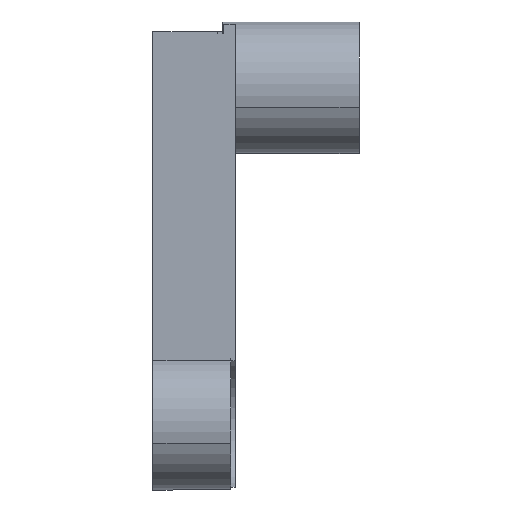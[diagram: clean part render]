
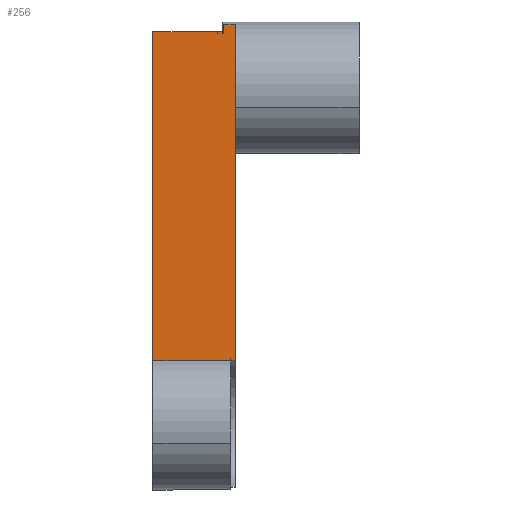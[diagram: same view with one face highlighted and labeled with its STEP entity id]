
A CAD part, left-side view. The second image highlights one B-rep face of the part: STEP entity #256.
In plain terms, the highlighted planar face has unit normal (-0.291, 0, 0.957).
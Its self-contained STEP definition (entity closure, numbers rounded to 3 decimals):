
#7 = DIRECTION ( 'NONE',  ( 0., -1., 0. ) ) ;
#11 = EDGE_CURVE ( 'NONE', #308, #389, #235, .T. ) ;
#30 = VERTEX_POINT ( 'NONE', #568 ) ;
#31 = EDGE_CURVE ( 'NONE', #147, #598, #35, .T. ) ;
#35 = LINE ( 'NONE', #920, #443 ) ;
#49 = ORIENTED_EDGE ( 'NONE', *, *, #843, .F. ) ;
#54 = ORIENTED_EDGE ( 'NONE', *, *, #231, .F. ) ;
#81 = CARTESIAN_POINT ( 'NONE',  ( -3.246, 56.889, 38.639 ) ) ;
#82 = CARTESIAN_POINT ( 'NONE',  ( -27.164, 56.674, 31.362 ) ) ;
#103 = ORIENTED_EDGE ( 'NONE', *, *, #677, .F. ) ;
#104 = DIRECTION ( 'NONE',  ( 0.957, 0., 0.291 ) ) ;
#113 = CARTESIAN_POINT ( 'NONE',  ( -3.246, 56.674, 38.639 ) ) ;
#115 = VERTEX_POINT ( 'NONE', #926 ) ;
#120 = CARTESIAN_POINT ( 'NONE',  ( 63.723, 56.674, 59.013 ) ) ;
#137 = VECTOR ( 'NONE', #104, 1000. ) ;
#147 = VERTEX_POINT ( 'NONE', #508 ) ;
#148 = LINE ( 'NONE', #81, #621 ) ;
#151 = EDGE_CURVE ( 'NONE', #308, #409, #295, .T. ) ;
#155 = DIRECTION ( 'NONE',  ( 0., -1., 0. ) ) ;
#158 = CARTESIAN_POINT ( 'NONE',  ( -27.164, 52.77, 31.362 ) ) ;
#215 = CARTESIAN_POINT ( 'NONE',  ( -3.246, 56.674, 38.639 ) ) ;
#231 = EDGE_CURVE ( 'NONE', #598, #30, #655, .T. ) ;
#235 = LINE ( 'NONE', #158, #733 ) ;
#241 = CARTESIAN_POINT ( 'NONE',  ( 62.322, 52.45, 58.587 ) ) ;
#248 = VECTOR ( 'NONE', #713, 1000. ) ;
#249 = VERTEX_POINT ( 'NONE', #660 ) ;
#252 = CARTESIAN_POINT ( 'NONE',  ( 62.322, 52.77, 58.587 ) ) ;
#256 = ADVANCED_FACE ( 'NONE', ( #388 ), #805, .F. ) ;
#258 = ORIENTED_EDGE ( 'NONE', *, *, #151, .F. ) ;
#267 = LINE ( 'NONE', #554, #248 ) ;
#291 = ORIENTED_EDGE ( 'NONE', *, *, #829, .F. ) ;
#293 = AXIS2_PLACEMENT_3D ( 'NONE', #82, #446, #796 ) ;
#295 = LINE ( 'NONE', #801, #666 ) ;
#308 = VERTEX_POINT ( 'NONE', #252 ) ;
#325 = ORIENTED_EDGE ( 'NONE', *, *, #765, .F. ) ;
#328 = VECTOR ( 'NONE', #518, 1000. ) ;
#330 = VECTOR ( 'NONE', #752, 1000. ) ;
#341 = LINE ( 'NONE', #113, #484 ) ;
#346 = DIRECTION ( 'NONE',  ( 0., -1., 0. ) ) ;
#369 = VERTEX_POINT ( 'NONE', #828 ) ;
#385 = LINE ( 'NONE', #546, #330 ) ;
#388 = FACE_OUTER_BOUND ( 'NONE', #545, .T. ) ;
#389 = VERTEX_POINT ( 'NONE', #886 ) ;
#403 = ORIENTED_EDGE ( 'NONE', *, *, #11, .T. ) ;
#409 = VERTEX_POINT ( 'NONE', #241 ) ;
#413 = VERTEX_POINT ( 'NONE', #754 ) ;
#436 = CARTESIAN_POINT ( 'NONE',  ( -27.164, 52.384, 31.362 ) ) ;
#443 = VECTOR ( 'NONE', #928, 1000. ) ;
#446 = DIRECTION ( 'NONE',  ( 0.291, 0., -0.957 ) ) ;
#469 = LINE ( 'NONE', #614, #863 ) ;
#473 = VECTOR ( 'NONE', #630, 1000. ) ;
#480 = ORIENTED_EDGE ( 'NONE', *, *, #711, .T. ) ;
#484 = VECTOR ( 'NONE', #346, 1000. ) ;
#508 = CARTESIAN_POINT ( 'NONE',  ( 62.355, 52.45, 58.597 ) ) ;
#518 = DIRECTION ( 'NONE',  ( 0.957, 0., 0.291 ) ) ;
#530 = LINE ( 'NONE', #827, #137 ) ;
#545 = EDGE_LOOP ( 'NONE', ( #325, #258, #403, #49, #103, #673, #840, #480, #291, #54, #893 ) ) ;
#546 = CARTESIAN_POINT ( 'NONE',  ( -27.164, 52.45, 31.362 ) ) ;
#554 = CARTESIAN_POINT ( 'NONE',  ( 62.355, 57.454, 58.597 ) ) ;
#568 = CARTESIAN_POINT ( 'NONE',  ( 63.723, 52.384, 59.013 ) ) ;
#595 = VERTEX_POINT ( 'NONE', #215 ) ;
#598 = VERTEX_POINT ( 'NONE', #866 ) ;
#614 = CARTESIAN_POINT ( 'NONE',  ( -27.164, 51.674, 31.362 ) ) ;
#621 = VECTOR ( 'NONE', #155, 1000. ) ;
#623 = LINE ( 'NONE', #120, #473 ) ;
#630 = DIRECTION ( 'NONE',  ( 0., -1., 0. ) ) ;
#655 = LINE ( 'NONE', #436, #328 ) ;
#660 = CARTESIAN_POINT ( 'NONE',  ( -3.246, 51.965, 38.639 ) ) ;
#663 = EDGE_CURVE ( 'NONE', #249, #369, #148, .T. ) ;
#666 = VECTOR ( 'NONE', #7, 1000. ) ;
#673 = ORIENTED_EDGE ( 'NONE', *, *, #870, .T. ) ;
#677 = EDGE_CURVE ( 'NONE', #595, #413, #530, .T. ) ;
#711 = EDGE_CURVE ( 'NONE', #369, #115, #469, .T. ) ;
#713 = DIRECTION ( 'NONE',  ( 0., -1., 0. ) ) ;
#733 = VECTOR ( 'NONE', #760, 1000. ) ;
#740 = DIRECTION ( 'NONE',  ( 0.957, 0., 0.291 ) ) ;
#752 = DIRECTION ( 'NONE',  ( 0.957, 0., 0.291 ) ) ;
#754 = CARTESIAN_POINT ( 'NONE',  ( 62.355, 56.674, 58.597 ) ) ;
#760 = DIRECTION ( 'NONE',  ( 0.957, 0., 0.291 ) ) ;
#765 = EDGE_CURVE ( 'NONE', #409, #147, #385, .T. ) ;
#796 = DIRECTION ( 'NONE',  ( -0.957, 0., -0.291 ) ) ;
#801 = CARTESIAN_POINT ( 'NONE',  ( 62.322, 57.454, 58.587 ) ) ;
#805 = PLANE ( 'NONE',  #293 ) ;
#827 = CARTESIAN_POINT ( 'NONE',  ( -27.164, 56.674, 31.362 ) ) ;
#828 = CARTESIAN_POINT ( 'NONE',  ( -3.246, 51.674, 38.639 ) ) ;
#829 = EDGE_CURVE ( 'NONE', #30, #115, #623, .T. ) ;
#840 = ORIENTED_EDGE ( 'NONE', *, *, #663, .T. ) ;
#843 = EDGE_CURVE ( 'NONE', #413, #389, #267, .T. ) ;
#863 = VECTOR ( 'NONE', #740, 1000. ) ;
#866 = CARTESIAN_POINT ( 'NONE',  ( 62.355, 52.384, 58.597 ) ) ;
#870 = EDGE_CURVE ( 'NONE', #595, #249, #341, .T. ) ;
#886 = CARTESIAN_POINT ( 'NONE',  ( 62.355, 52.77, 58.597 ) ) ;
#893 = ORIENTED_EDGE ( 'NONE', *, *, #31, .F. ) ;
#920 = CARTESIAN_POINT ( 'NONE',  ( 62.355, 57.454, 58.597 ) ) ;
#926 = CARTESIAN_POINT ( 'NONE',  ( 63.723, 51.674, 59.013 ) ) ;
#928 = DIRECTION ( 'NONE',  ( 0., -1., 0. ) ) ;
